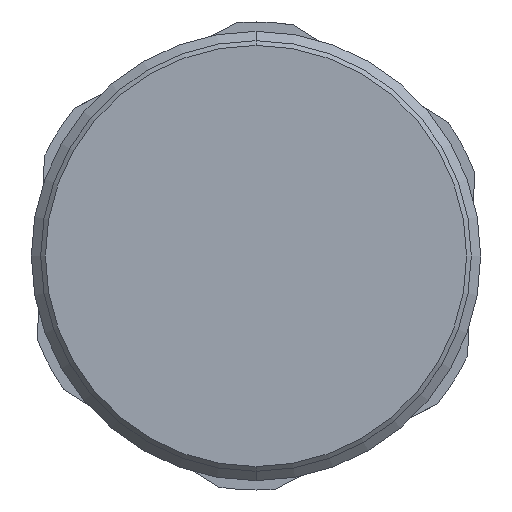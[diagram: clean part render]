
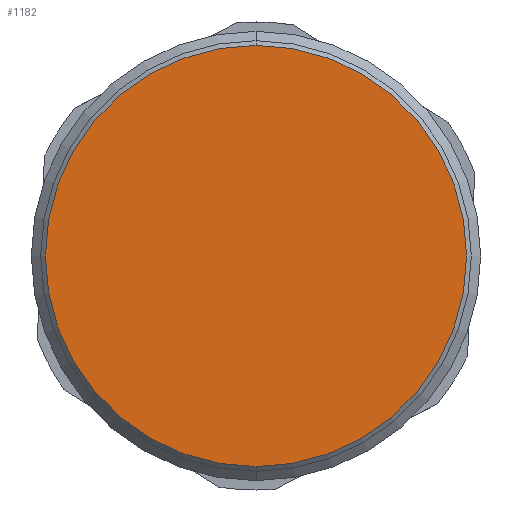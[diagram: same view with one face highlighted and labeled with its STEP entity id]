
A CAD part, front view. The second image highlights one B-rep face of the part: STEP entity #1182.
In plain terms, the highlighted planar face has unit normal (0, -1, 0).
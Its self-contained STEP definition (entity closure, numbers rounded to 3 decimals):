
#345 = DIRECTION ( 'NONE',  ( 0., 0., 1. ) ) ;
#346 = DIRECTION ( 'NONE',  ( 0., 1., 0. ) ) ;
#347 = CARTESIAN_POINT ( 'NONE',  ( 0., 0., 0. ) ) ;
#348 = PLANE ( 'NONE',  #1403 ) ;
#362 = CARTESIAN_POINT ( 'NONE',  ( 0., 0., 22.5 ) ) ;
#392 = CARTESIAN_POINT ( 'NONE',  ( 0., 0., -22.5 ) ) ;
#438 = EDGE_LOOP ( 'NONE', ( #662, #664 ) ) ;
#475 = VERTEX_POINT ( 'NONE', #392 ) ;
#516 = VERTEX_POINT ( 'NONE', #362 ) ;
#662 = ORIENTED_EDGE ( 'NONE', *, *, #1318, .T. ) ;
#664 = ORIENTED_EDGE ( 'NONE', *, *, #1332, .T. ) ;
#884 = DIRECTION ( 'NONE',  ( 0., -1., 0. ) ) ;
#885 = CARTESIAN_POINT ( 'NONE',  ( 0., 0., 0. ) ) ;
#947 = DIRECTION ( 'NONE',  ( 0., 0., 1. ) ) ;
#1031 = DIRECTION ( 'NONE',  ( 0., -1., 0. ) ) ;
#1047 = CARTESIAN_POINT ( 'NONE',  ( 0., 0., 0. ) ) ;
#1048 = DIRECTION ( 'NONE',  ( 0., 0., 1. ) ) ;
#1124 = CIRCLE ( 'NONE', #1551, 22.5 ) ;
#1136 = CIRCLE ( 'NONE', #1442, 22.5 ) ;
#1182 = ADVANCED_FACE ( 'NONE', ( #1408 ), #348, .F. ) ;
#1318 = EDGE_CURVE ( 'NONE', #516, #475, #1136, .T. ) ;
#1332 = EDGE_CURVE ( 'NONE', #475, #516, #1124, .T. ) ;
#1403 = AXIS2_PLACEMENT_3D ( 'NONE', #347, #346, #345 ) ;
#1408 = FACE_OUTER_BOUND ( 'NONE', #438, .T. ) ;
#1442 = AXIS2_PLACEMENT_3D ( 'NONE', #1047, #1031, #1048 ) ;
#1551 = AXIS2_PLACEMENT_3D ( 'NONE', #885, #884, #947 ) ;
